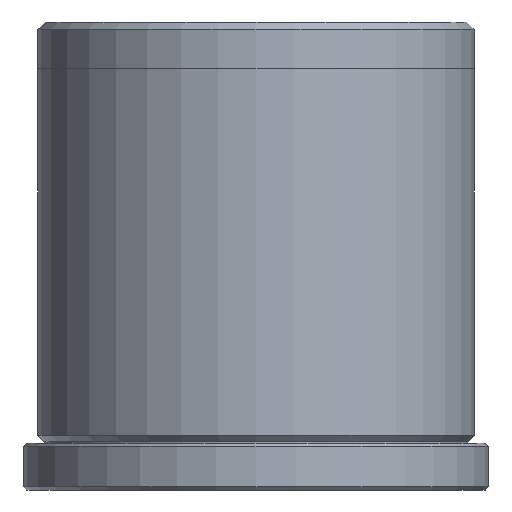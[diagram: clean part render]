
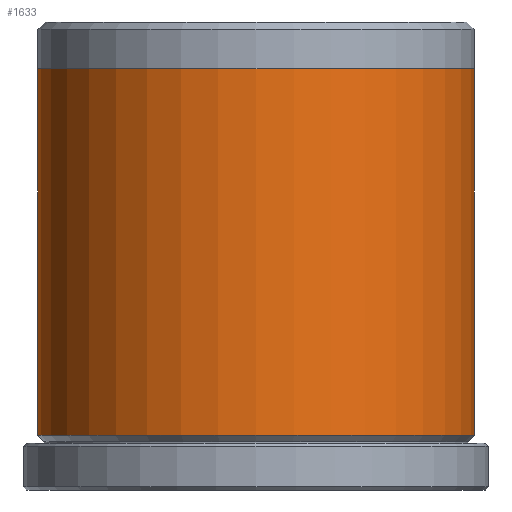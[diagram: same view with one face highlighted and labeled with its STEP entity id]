
A CAD part, front view. The second image highlights one B-rep face of the part: STEP entity #1633.
In plain terms, the highlighted cylindrical face has radius 14 mm (diameter 28 mm), a partial arc.
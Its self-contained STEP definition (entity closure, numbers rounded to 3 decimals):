
#96 = LINE ( 'NONE', #286, #687 ) ;
#286 = CARTESIAN_POINT ( 'NONE',  ( 14., 0., 30. ) ) ;
#316 = DIRECTION ( 'NONE',  ( 0., 0., -1. ) ) ;
#551 = DIRECTION ( 'NONE',  ( 0., 0., -1. ) ) ;
#613 = AXIS2_PLACEMENT_3D ( 'NONE', #751, #551, #964 ) ;
#616 = FACE_OUTER_BOUND ( 'NONE', #2116, .T. ) ;
#670 = EDGE_CURVE ( 'NONE', #893, #1168, #1940, .T. ) ;
#687 = VECTOR ( 'NONE', #316, 1000. ) ;
#731 = CARTESIAN_POINT ( 'NONE',  ( 14., 0., 3.5 ) ) ;
#751 = CARTESIAN_POINT ( 'NONE',  ( 0., 0., 30. ) ) ;
#790 = VECTOR ( 'NONE', #824, 1000. ) ;
#824 = DIRECTION ( 'NONE',  ( 0., 0., -1. ) ) ;
#870 = VERTEX_POINT ( 'NONE', #1687 ) ;
#893 = VERTEX_POINT ( 'NONE', #2492 ) ;
#964 = DIRECTION ( 'NONE',  ( -1., 0., 0. ) ) ;
#965 = DIRECTION ( 'NONE',  ( 0., 0., 1. ) ) ;
#1014 = CIRCLE ( 'NONE', #1123, 14. ) ;
#1123 = AXIS2_PLACEMENT_3D ( 'NONE', #1557, #1683, #1705 ) ;
#1129 = CYLINDRICAL_SURFACE ( 'NONE', #613, 14. ) ;
#1168 = VERTEX_POINT ( 'NONE', #1771 ) ;
#1246 = CIRCLE ( 'NONE', #1594, 14. ) ;
#1255 = ORIENTED_EDGE ( 'NONE', *, *, #1620, .F. ) ;
#1356 = EDGE_CURVE ( 'NONE', #1797, #1168, #1014, .T. ) ;
#1448 = ORIENTED_EDGE ( 'NONE', *, *, #1356, .F. ) ;
#1500 = CARTESIAN_POINT ( 'NONE',  ( -14., 0., 30. ) ) ;
#1557 = CARTESIAN_POINT ( 'NONE',  ( 0., 0., 3.5 ) ) ;
#1594 = AXIS2_PLACEMENT_3D ( 'NONE', #2250, #965, #2445 ) ;
#1620 = EDGE_CURVE ( 'NONE', #870, #1797, #96, .T. ) ;
#1633 = ADVANCED_FACE ( 'NONE', ( #616 ), #1129, .T. ) ;
#1683 = DIRECTION ( 'NONE',  ( 0., 0., -1. ) ) ;
#1687 = CARTESIAN_POINT ( 'NONE',  ( 14., 0., 27. ) ) ;
#1705 = DIRECTION ( 'NONE',  ( -1., 0., 0. ) ) ;
#1771 = CARTESIAN_POINT ( 'NONE',  ( -14., 0., 3.5 ) ) ;
#1797 = VERTEX_POINT ( 'NONE', #731 ) ;
#1817 = ORIENTED_EDGE ( 'NONE', *, *, #670, .T. ) ;
#1940 = LINE ( 'NONE', #1500, #790 ) ;
#2116 = EDGE_LOOP ( 'NONE', ( #1255, #2263, #1817, #1448 ) ) ;
#2250 = CARTESIAN_POINT ( 'NONE',  ( 0., 0., 27. ) ) ;
#2263 = ORIENTED_EDGE ( 'NONE', *, *, #2686, .F. ) ;
#2445 = DIRECTION ( 'NONE',  ( 1., 0., 0. ) ) ;
#2492 = CARTESIAN_POINT ( 'NONE',  ( -14., 0., 27. ) ) ;
#2686 = EDGE_CURVE ( 'NONE', #893, #870, #1246, .T. ) ;
